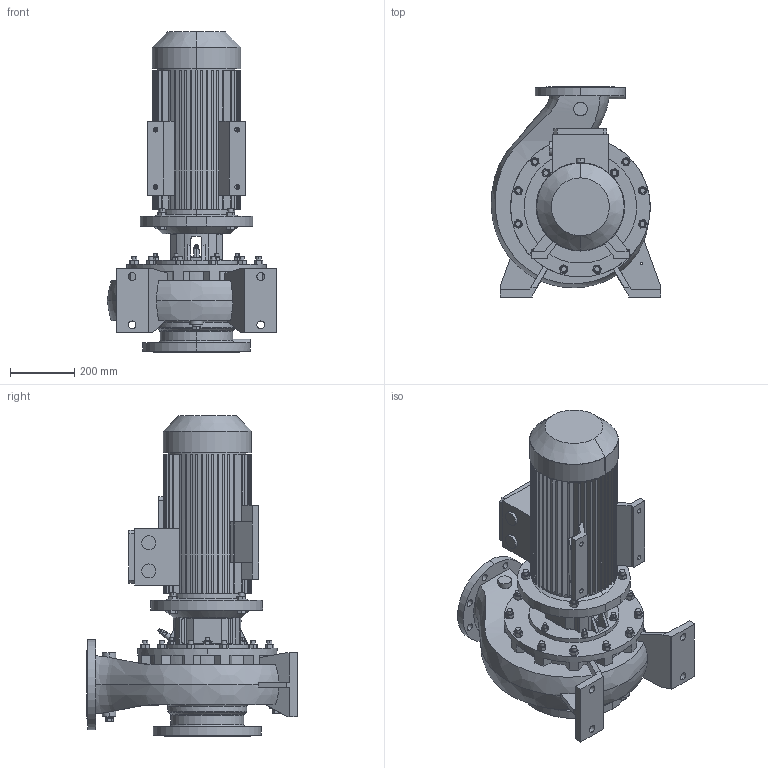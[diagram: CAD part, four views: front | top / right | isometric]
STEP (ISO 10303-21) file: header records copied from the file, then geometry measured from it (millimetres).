
FILE_DESCRIPTION (( 'STEP AP214' ), '1' );
FILE_NAME ('ﾌﾓ-311-200-ﾌ3-311-228-01-79.step', '2025-04-07T08:20:30', ( 'adb' ), ( '' ), 'SwSTEP 2.0', 'SolidWorks 2016', '' );
FILE_SCHEMA (( 'AUTOMOTIVE_DESIGN' ));
Length unit declared in the file: millimetre
Products named in the file (1): ﾌﾓ-311-200-ﾌ3-311-228-01-79
Bounding box: 527.39 x 655 x 996 mm (x, y, z)
Volume: 62806175.2 mm3; surface area: 3703286.8 mm2
Topology: 8 solids, 31 shells, 1385 faces, 3608 edges, 2352 vertices
Faces by surface type: plane 749, cylinder 466, cone 135, bspline 28, torus 7
Entity records: 69629 total; most frequent: CARTESIAN_POINT 20200, ORIENTED_EDGE 7212, DIRECTION 6940, EDGE_CURVE 3606, AXIS2_PLACEMENT_3D 2553, VERTEX_POINT 2352, VECTOR 1834, LINE 1834
